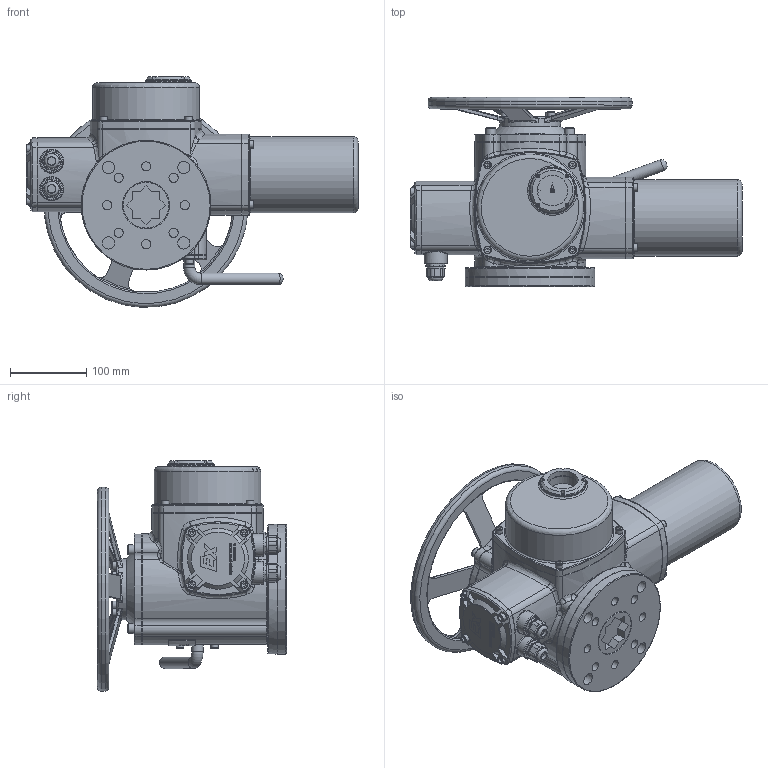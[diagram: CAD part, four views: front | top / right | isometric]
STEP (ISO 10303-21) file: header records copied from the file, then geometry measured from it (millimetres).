
FILE_DESCRIPTION(/* description */ (''),/* implementation_level */ '2;1');
FILE_NAME(/* name */ 'MT-N-030EM_3D_STEP.stp',/* time_stamp */ '2025-12-25T11:23:02+03:00',/* author */ ('igorr'),/* organization */ (''),/* preprocessor_version */ 'ST-DEVELOPER v20',/* originating_system */ 'Autodesk Inventor 2025',/* authorisation */ '');
FILE_SCHEMA (('AUTOMOTIVE_DESIGN { 1 0 10303 214 3 1 1 }'));
Products named in the file (7): Сборка1; Деталь1; Деталь2; Деталь1_1; AS 1427 - M2,5 x 4; AS 1420 - 1973 - M6 x 10; AS 1420 - 1973 - M8 x 16
Assembly tree (32 placements, depth 2):
  Сборка1
    Деталь1
    Деталь2
    Деталь1_1  x2
    AS 1420 - 1973 - M6 x 10  x19
    AS 1427 - M2,5 x 4  x5
    AS 1420 - 1973 - M8 x 16  x4
Bounding box: 435.5 x 248 x 302.27 mm (x, y, z)
Volume: 8206260.6 mm3; surface area: 551360.4 mm2
Topology: 33 solids, 33 shells, 2226 faces, 5750 edges, 3749 vertices
Faces by surface type: plane 1022, bspline 524, cylinder 380, torus 169, cone 125, sphere 6
Full cylindrical faces by diameter (mm): 2.224 x5, 2.5 x5, 3 x1, 6 x20, 7 x7, 8 x4, 10 x19, 10.772 x2, 12 x8, 13 x4, 15 x2, 16 x4, 18.963 x2, 21.521 x2, 30 x2, 32.618 x1, 38 x1, 39.966 x1, 40 x2, 40.456 x1, 42 x1, 50 x1, 60 x1, 60.335 x1, 60.968 x1, 62 x1, 76.454 x1, 80 x1, 100 x1, 140 x1
Entity records: 72336 total; most frequent: CARTESIAN_POINT 29622, ORIENTED_EDGE 9156, DIRECTION 7269, EDGE_CURVE 4578, VERTEX_POINT 2980, AXIS2_PLACEMENT_3D 2557, LINE 2155, VECTOR 2155
